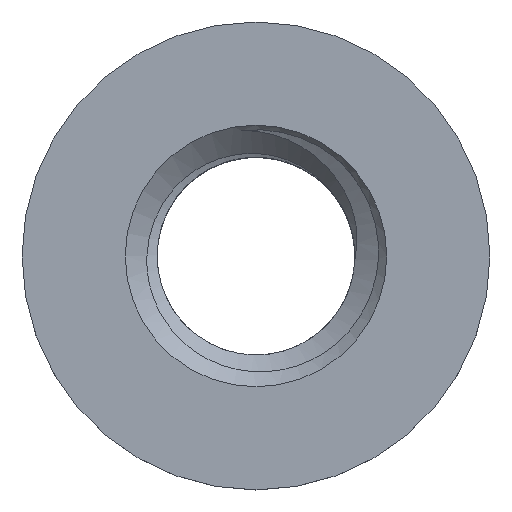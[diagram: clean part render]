
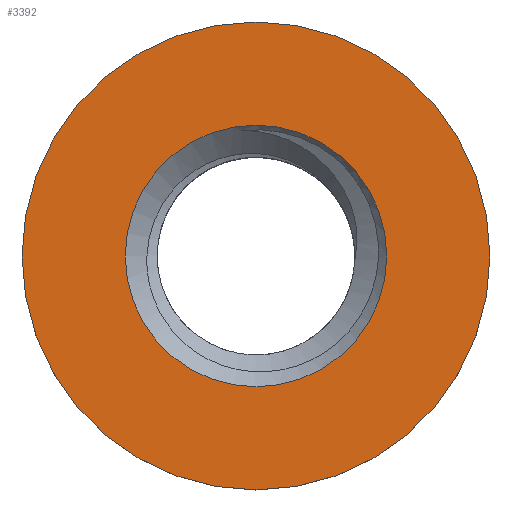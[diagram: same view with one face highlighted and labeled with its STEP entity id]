
A CAD part, top view. The second image highlights one B-rep face of the part: STEP entity #3392.
In plain terms, the highlighted planar face has unit normal (0, 0, 1).
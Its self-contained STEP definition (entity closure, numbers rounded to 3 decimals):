
#15=FACE_BOUND('',#647,.T.);
#192=PLANE('',#3868);
#432=FACE_OUTER_BOUND('',#646,.T.);
#646=EDGE_LOOP('',(#2755));
#647=EDGE_LOOP('',(#2756));
#754=CIRCLE('',#3519,1.554);
#809=CIRCLE('',#3578,2.78);
#1320=VERTEX_POINT('',#5435);
#1377=VERTEX_POINT('',#5593);
#1651=EDGE_CURVE('',#1320,#1320,#754,.T.);
#1712=EDGE_CURVE('',#1377,#1377,#809,.T.);
#2755=ORIENTED_EDGE('',*,*,#1712,.T.);
#2756=ORIENTED_EDGE('',*,*,#1651,.F.);
#3392=ADVANCED_FACE('',(#432,#15),#192,.F.);
#3519=AXIS2_PLACEMENT_3D('',#5437,#3933,#3934);
#3578=AXIS2_PLACEMENT_3D('',#5594,#4054,#4055);
#3868=AXIS2_PLACEMENT_3D('',#7368,#4732,#4733);
#3933=DIRECTION('center_axis',(0.,0.,1.));
#3934=DIRECTION('ref_axis',(1.,0.,0.));
#4054=DIRECTION('center_axis',(0.,0.,1.));
#4055=DIRECTION('ref_axis',(1.,0.,0.));
#4732=DIRECTION('center_axis',(0.,0.,-1.));
#4733=DIRECTION('ref_axis',(-1.,0.,0.));
#5435=CARTESIAN_POINT('',(-1.554,0.,1.9));
#5437=CARTESIAN_POINT('Origin',(0.,0.,1.9));
#5593=CARTESIAN_POINT('',(-2.78,0.,1.9));
#5594=CARTESIAN_POINT('Origin',(0.,0.,1.9));
#7368=CARTESIAN_POINT('Origin',(0.,1.5,1.9));
